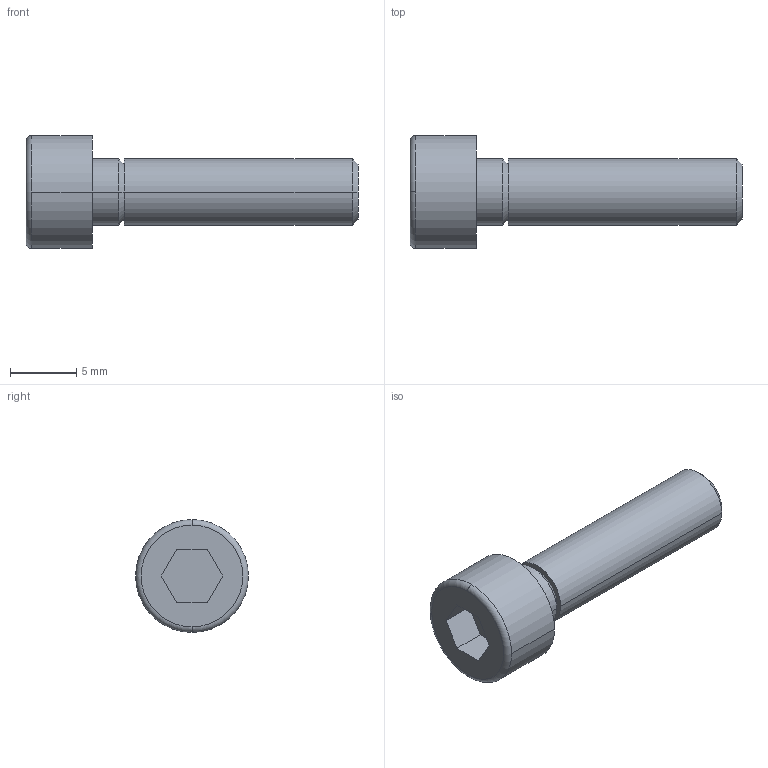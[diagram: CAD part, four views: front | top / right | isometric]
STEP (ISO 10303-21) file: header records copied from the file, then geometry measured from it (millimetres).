
FILE_DESCRIPTION(/* description */ ('Alibre Inc.'),/* implementation_level */ '2;1');
FILE_NAME(/* name */ 'export-BF43FF4E-0F41-475C-B8AA-206BDA5E0E54',/* time_stamp */ '2020-03-27T15:50:20+01:00',/* author */ (''),/* organization */ (''),/* preprocessor_version */ 'ST-DEVELOPER v17',/* originating_system */ 'Alibre',/* authorisation */ '');
FILE_SCHEMA (('AUTOMOTIVE_DESIGN'));
Length unit declared in the file: millimetre
Bounding box: 25 x 8.5 x 8.5 mm (x, y, z)
Volume: 638 mm3; surface area: 594.8 mm2
Topology: 1 solids, 1 shells, 23 faces, 51 edges, 33 vertices
Faces by surface type: plane 11, cylinder 6, cone 4, torus 2
Entity records: 646 total; most frequent: DIRECTION 107, CARTESIAN_POINT 107, ORIENTED_EDGE 102, EDGE_CURVE 51, AXIS2_PLACEMENT_3D 46, VERTEX_POINT 33, VECTOR 28, LINE 28
